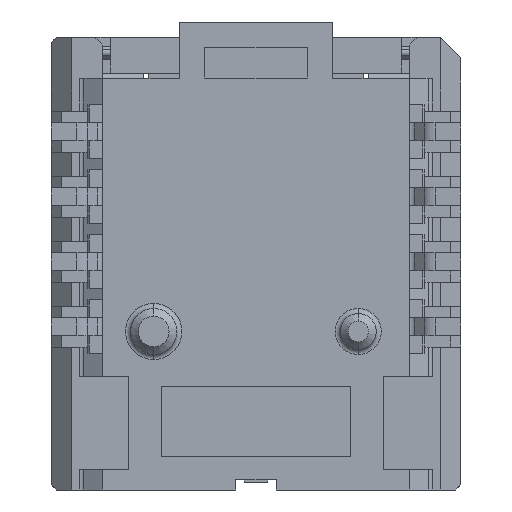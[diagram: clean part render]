
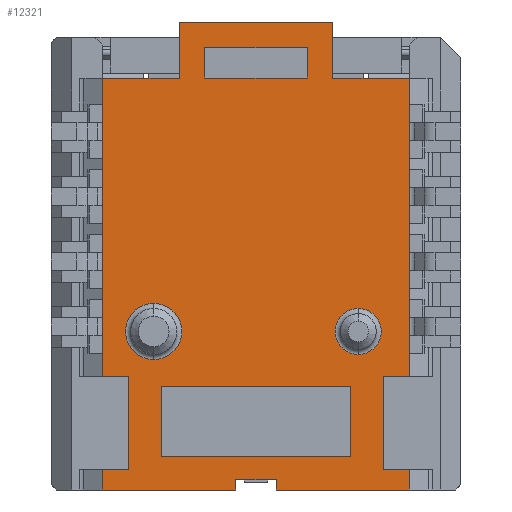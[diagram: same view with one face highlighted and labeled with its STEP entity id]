
A CAD part, front view. The second image highlights one B-rep face of the part: STEP entity #12321.
In plain terms, the highlighted planar face has unit normal (0, -1, 0).
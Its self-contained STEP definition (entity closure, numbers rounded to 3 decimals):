
#16=CARTESIAN_POINT('',(2.,0.,-2.));
#17=DIRECTION('',(0.,-1.,0.));
#18=DIRECTION('',(0.,0.,-1.));
#19=AXIS2_PLACEMENT_3D('',#16,#17,#18);
#21=CARTESIAN_POINT('',(2.,0.,-2.));
#22=DIRECTION('',(0.,-1.,0.));
#23=DIRECTION('',(0.,0.,1.));
#24=AXIS2_PLACEMENT_3D('',#21,#22,#23);
#26=CARTESIAN_POINT('',(-2.,0.,-2.));
#27=DIRECTION('',(0.,-1.,0.));
#28=DIRECTION('',(0.,0.,-1.));
#29=AXIS2_PLACEMENT_3D('',#26,#27,#28);
#31=CARTESIAN_POINT('',(-2.,0.,-2.));
#32=DIRECTION('',(0.,-1.,0.));
#33=DIRECTION('',(0.,0.,1.));
#34=AXIS2_PLACEMENT_3D('',#31,#32,#33);
#36=DIRECTION('',(-1.,0.,0.));
#37=VECTOR('',#36,1.5);
#38=CARTESIAN_POINT('',(-1.5,0.,2.95));
#39=LINE('',#38,#37);
#58=DIRECTION('',(0.,0.,-1.));
#59=VECTOR('',#58,1.1);
#60=CARTESIAN_POINT('',(-1.5,0.,4.05));
#61=LINE('',#60,#59);
#316=DIRECTION('',(1.,0.,0.));
#317=VECTOR('',#316,2.6);
#318=CARTESIAN_POINT('',(0.4,0.,-5.1));
#319=LINE('',#318,#317);
#390=DIRECTION('',(-1.,0.,0.));
#391=VECTOR('',#390,0.5);
#392=CARTESIAN_POINT('',(3.,0.,-4.7));
#393=LINE('',#392,#391);
#410=DIRECTION('',(0.,0.,1.));
#411=VECTOR('',#410,0.4);
#412=CARTESIAN_POINT('',(3.,0.,-5.1));
#413=LINE('',#412,#411);
#422=DIRECTION('',(0.,0.,1.));
#423=VECTOR('',#422,1.825);
#424=CARTESIAN_POINT('',(2.5,0.,-4.7));
#425=LINE('',#424,#423);
#434=DIRECTION('',(1.,0.,0.));
#435=VECTOR('',#434,0.5);
#436=CARTESIAN_POINT('',(2.5,0.,-2.875));
#437=LINE('',#436,#435);
#455=DIRECTION('',(0.,0.,1.));
#456=VECTOR('',#455,5.825);
#457=CARTESIAN_POINT('',(3.,0.,-2.875));
#458=LINE('',#457,#456);
#973=DIRECTION('',(-1.,0.,0.));
#974=VECTOR('',#973,1.5);
#975=CARTESIAN_POINT('',(3.,0.,2.95));
#976=LINE('',#975,#974);
#981=DIRECTION('',(0.,0.,1.));
#982=VECTOR('',#981,1.1);
#983=CARTESIAN_POINT('',(1.5,0.,2.95));
#984=LINE('',#983,#982);
#1001=DIRECTION('',(-1.,0.,0.));
#1002=VECTOR('',#1001,3.);
#1003=CARTESIAN_POINT('',(1.5,0.,4.05));
#1004=LINE('',#1003,#1002);
#2390=DIRECTION('',(0.,0.,-1.));
#2391=VECTOR('',#2390,5.825);
#2392=CARTESIAN_POINT('',(-3.,0.,2.95));
#2393=LINE('',#2392,#2391);
#2543=DIRECTION('',(1.,0.,0.));
#2544=VECTOR('',#2543,0.5);
#2545=CARTESIAN_POINT('',(-3.,0.,-2.875));
#2546=LINE('',#2545,#2544);
#2567=DIRECTION('',(0.,0.,-1.));
#2568=VECTOR('',#2567,1.825);
#2569=CARTESIAN_POINT('',(-2.5,0.,-2.875));
#2570=LINE('',#2569,#2568);
#2579=DIRECTION('',(-1.,0.,0.));
#2580=VECTOR('',#2579,0.5);
#2581=CARTESIAN_POINT('',(-2.5,0.,-4.7));
#2582=LINE('',#2581,#2580);
#2596=DIRECTION('',(0.,0.,-1.));
#2597=VECTOR('',#2596,0.4);
#2598=CARTESIAN_POINT('',(-3.,0.,-4.7));
#2599=LINE('',#2598,#2597);
#2625=DIRECTION('',(1.,0.,0.));
#2626=VECTOR('',#2625,2.6);
#2627=CARTESIAN_POINT('',(-3.,0.,-5.1));
#2628=LINE('',#2627,#2626);
#4186=DIRECTION('',(0.,0.,1.));
#4187=VECTOR('',#4186,0.2);
#4188=CARTESIAN_POINT('',(-0.4,0.,-5.1));
#4189=LINE('',#4188,#4187);
#4206=DIRECTION('',(1.,0.,0.));
#4207=VECTOR('',#4206,0.8);
#4208=CARTESIAN_POINT('',(-0.4,0.,-4.9));
#4209=LINE('',#4208,#4207);
#4258=DIRECTION('',(0.,0.,-1.));
#4259=VECTOR('',#4258,0.2);
#4260=CARTESIAN_POINT('',(0.4,0.,-4.9));
#4261=LINE('',#4260,#4259);
#9260=DIRECTION('',(-1.,0.,0.));
#9261=VECTOR('',#9260,3.7);
#9262=CARTESIAN_POINT('',(1.85,0.,-4.45));
#9263=LINE('',#9262,#9261);
#9264=DIRECTION('',(0.,0.,1.));
#9265=VECTOR('',#9264,1.375);
#9266=CARTESIAN_POINT('',(-1.85,0.,-4.45));
#9267=LINE('',#9266,#9265);
#9272=DIRECTION('',(1.,0.,0.));
#9273=VECTOR('',#9272,3.7);
#9274=CARTESIAN_POINT('',(-1.85,0.,-3.075));
#9275=LINE('',#9274,#9273);
#9280=DIRECTION('',(0.,0.,-1.));
#9281=VECTOR('',#9280,1.375);
#9282=CARTESIAN_POINT('',(1.85,0.,-3.075));
#9283=LINE('',#9282,#9281);
#9420=DIRECTION('',(1.,0.,0.));
#9421=VECTOR('',#9420,2.);
#9422=CARTESIAN_POINT('',(-1.,0.,3.55));
#9423=LINE('',#9422,#9421);
#9424=DIRECTION('',(0.,0.,-1.));
#9425=VECTOR('',#9424,0.595);
#9426=CARTESIAN_POINT('',(1.,0.,3.55));
#9427=LINE('',#9426,#9425);
#9432=DIRECTION('',(-1.,0.,0.));
#9433=VECTOR('',#9432,2.);
#9434=CARTESIAN_POINT('',(1.,0.,2.955));
#9435=LINE('',#9434,#9433);
#9440=DIRECTION('',(0.,0.,1.));
#9441=VECTOR('',#9440,0.595);
#9442=CARTESIAN_POINT('',(-1.,0.,2.955));
#9443=LINE('',#9442,#9441);
#9468=CARTESIAN_POINT('',(1.85,0.,-4.45));
#9469=CARTESIAN_POINT('',(-1.85,0.,-4.45));
#9470=VERTEX_POINT('',#9468);
#9471=VERTEX_POINT('',#9469);
#9472=CARTESIAN_POINT('',(1.85,0.,-3.075));
#9473=VERTEX_POINT('',#9472);
#9474=CARTESIAN_POINT('',(-1.85,0.,-3.075));
#9475=VERTEX_POINT('',#9474);
#9476=CARTESIAN_POINT('',(2.,0.,-2.45));
#9477=CARTESIAN_POINT('',(2.,0.,-1.55));
#9478=VERTEX_POINT('',#9476);
#9479=VERTEX_POINT('',#9477);
#9480=CARTESIAN_POINT('',(-2.,0.,-2.55));
#9481=CARTESIAN_POINT('',(-2.,0.,-1.45));
#9482=VERTEX_POINT('',#9480);
#9483=VERTEX_POINT('',#9481);
#9484=CARTESIAN_POINT('',(-1.5,0.,2.95));
#9485=CARTESIAN_POINT('',(-3.,0.,2.95));
#9486=VERTEX_POINT('',#9484);
#9487=VERTEX_POINT('',#9485);
#9488=CARTESIAN_POINT('',(-1.5,0.,4.05));
#9489=VERTEX_POINT('',#9488);
#9490=CARTESIAN_POINT('',(3.,0.,2.95));
#9491=CARTESIAN_POINT('',(1.5,0.,2.95));
#9492=VERTEX_POINT('',#9490);
#9493=VERTEX_POINT('',#9491);
#9494=CARTESIAN_POINT('',(3.,0.,-2.875));
#9495=VERTEX_POINT('',#9494);
#9496=CARTESIAN_POINT('',(2.5,0.,-2.875));
#9497=VERTEX_POINT('',#9496);
#9498=CARTESIAN_POINT('',(2.5,0.,-4.7));
#9499=VERTEX_POINT('',#9498);
#9500=CARTESIAN_POINT('',(3.,0.,-4.7));
#9501=VERTEX_POINT('',#9500);
#9502=CARTESIAN_POINT('',(3.,0.,-5.1));
#9503=VERTEX_POINT('',#9502);
#9504=CARTESIAN_POINT('',(0.4,0.,-5.1));
#9505=VERTEX_POINT('',#9504);
#9506=CARTESIAN_POINT('',(0.4,0.,-4.9));
#9507=VERTEX_POINT('',#9506);
#9508=CARTESIAN_POINT('',(-0.4,0.,-4.9));
#9509=VERTEX_POINT('',#9508);
#9510=CARTESIAN_POINT('',(-0.4,0.,-5.1));
#9511=VERTEX_POINT('',#9510);
#9512=CARTESIAN_POINT('',(-3.,0.,-5.1));
#9513=VERTEX_POINT('',#9512);
#9514=CARTESIAN_POINT('',(-3.,0.,-4.7));
#9515=VERTEX_POINT('',#9514);
#9516=CARTESIAN_POINT('',(-2.5,0.,-4.7));
#9517=VERTEX_POINT('',#9516);
#9518=CARTESIAN_POINT('',(-2.5,0.,-2.875));
#9519=VERTEX_POINT('',#9518);
#9520=CARTESIAN_POINT('',(-3.,0.,-2.875));
#9521=VERTEX_POINT('',#9520);
#9522=CARTESIAN_POINT('',(-1.,0.,3.55));
#9523=CARTESIAN_POINT('',(1.,0.,3.55));
#9524=VERTEX_POINT('',#9522);
#9525=VERTEX_POINT('',#9523);
#9526=CARTESIAN_POINT('',(-1.,0.,2.955));
#9527=VERTEX_POINT('',#9526);
#9528=CARTESIAN_POINT('',(1.,0.,2.955));
#9529=VERTEX_POINT('',#9528);
#10480=CARTESIAN_POINT('',(1.5,0.,4.05));
#10481=VERTEX_POINT('',#10480);
#12242=CARTESIAN_POINT('',(0.,0.,-0.525));
#12243=DIRECTION('',(0.,1.,0.));
#12244=DIRECTION('',(1.,0.,0.));
#12245=AXIS2_PLACEMENT_3D('',#12242,#12243,#12244);
#12246=PLANE('',#12245);
#12248=ORIENTED_EDGE('',*,*,#12247,.F.);
#12250=ORIENTED_EDGE('',*,*,#12249,.F.);
#12252=ORIENTED_EDGE('',*,*,#12251,.F.);
#12254=ORIENTED_EDGE('',*,*,#12253,.F.);
#12256=ORIENTED_EDGE('',*,*,#12255,.F.);
#12258=ORIENTED_EDGE('',*,*,#12257,.F.);
#12260=ORIENTED_EDGE('',*,*,#12259,.F.);
#12262=ORIENTED_EDGE('',*,*,#12261,.F.);
#12264=ORIENTED_EDGE('',*,*,#12263,.F.);
#12266=ORIENTED_EDGE('',*,*,#12265,.F.);
#12268=ORIENTED_EDGE('',*,*,#12267,.F.);
#12270=ORIENTED_EDGE('',*,*,#12269,.F.);
#12272=ORIENTED_EDGE('',*,*,#12271,.F.);
#12274=ORIENTED_EDGE('',*,*,#12273,.F.);
#12276=ORIENTED_EDGE('',*,*,#12275,.F.);
#12278=ORIENTED_EDGE('',*,*,#12277,.F.);
#12280=ORIENTED_EDGE('',*,*,#12279,.F.);
#12282=ORIENTED_EDGE('',*,*,#12281,.F.);
#12284=ORIENTED_EDGE('',*,*,#12283,.F.);
#12286=ORIENTED_EDGE('',*,*,#12285,.F.);
#12287=EDGE_LOOP('',(#12248,#12250,#12252,#12254,#12256,#12258,#12260,#12262,
#12264,#12266,#12268,#12270,#12272,#12274,#12276,#12278,#12280,#12282,#12284,
#12286));
#12288=FACE_OUTER_BOUND('',#12287,.F.);
#12290=ORIENTED_EDGE('',*,*,#12289,.F.);
#12292=ORIENTED_EDGE('',*,*,#12291,.F.);
#12294=ORIENTED_EDGE('',*,*,#12293,.F.);
#12296=ORIENTED_EDGE('',*,*,#12295,.F.);
#12297=EDGE_LOOP('',(#12290,#12292,#12294,#12296));
#12298=FACE_BOUND('',#12297,.F.);
#12300=ORIENTED_EDGE('',*,*,#12299,.T.);
#12302=ORIENTED_EDGE('',*,*,#12301,.T.);
#12303=EDGE_LOOP('',(#12300,#12302));
#12304=FACE_BOUND('',#12303,.F.);
#12306=ORIENTED_EDGE('',*,*,#12305,.T.);
#12308=ORIENTED_EDGE('',*,*,#12307,.T.);
#12309=EDGE_LOOP('',(#12306,#12308));
#12310=FACE_BOUND('',#12309,.F.);
#12312=ORIENTED_EDGE('',*,*,#12311,.F.);
#12314=ORIENTED_EDGE('',*,*,#12313,.F.);
#12316=ORIENTED_EDGE('',*,*,#12315,.F.);
#12318=ORIENTED_EDGE('',*,*,#12317,.F.);
#12319=EDGE_LOOP('',(#12312,#12314,#12316,#12318));
#12320=FACE_BOUND('',#12319,.F.);
#12321=ADVANCED_FACE('',(#12288,#12298,#12304,#12310,#12320),#12246,.F.);
#20=CIRCLE('',#19,0.45);
#25=CIRCLE('',#24,0.45);
#30=CIRCLE('',#29,0.55);
#35=CIRCLE('',#34,0.55);
#12247=EDGE_CURVE('',#9486,#9487,#39,.T.);
#12249=EDGE_CURVE('',#9489,#9486,#61,.T.);
#12251=EDGE_CURVE('',#10481,#9489,#1004,.T.);
#12253=EDGE_CURVE('',#9493,#10481,#984,.T.);
#12255=EDGE_CURVE('',#9492,#9493,#976,.T.);
#12257=EDGE_CURVE('',#9495,#9492,#458,.T.);
#12259=EDGE_CURVE('',#9497,#9495,#437,.T.);
#12261=EDGE_CURVE('',#9499,#9497,#425,.T.);
#12263=EDGE_CURVE('',#9501,#9499,#393,.T.);
#12265=EDGE_CURVE('',#9503,#9501,#413,.T.);
#12267=EDGE_CURVE('',#9505,#9503,#319,.T.);
#12269=EDGE_CURVE('',#9507,#9505,#4261,.T.);
#12271=EDGE_CURVE('',#9509,#9507,#4209,.T.);
#12273=EDGE_CURVE('',#9511,#9509,#4189,.T.);
#12275=EDGE_CURVE('',#9513,#9511,#2628,.T.);
#12277=EDGE_CURVE('',#9515,#9513,#2599,.T.);
#12279=EDGE_CURVE('',#9517,#9515,#2582,.T.);
#12281=EDGE_CURVE('',#9519,#9517,#2570,.T.);
#12283=EDGE_CURVE('',#9521,#9519,#2546,.T.);
#12285=EDGE_CURVE('',#9487,#9521,#2393,.T.);
#12289=EDGE_CURVE('',#9470,#9471,#9263,.T.);
#12291=EDGE_CURVE('',#9473,#9470,#9283,.T.);
#12293=EDGE_CURVE('',#9475,#9473,#9275,.T.);
#12295=EDGE_CURVE('',#9471,#9475,#9267,.T.);
#12299=EDGE_CURVE('',#9478,#9479,#20,.T.);
#12301=EDGE_CURVE('',#9479,#9478,#25,.T.);
#12305=EDGE_CURVE('',#9482,#9483,#30,.T.);
#12307=EDGE_CURVE('',#9483,#9482,#35,.T.);
#12311=EDGE_CURVE('',#9524,#9525,#9423,.T.);
#12313=EDGE_CURVE('',#9527,#9524,#9443,.T.);
#12315=EDGE_CURVE('',#9529,#9527,#9435,.T.);
#12317=EDGE_CURVE('',#9525,#9529,#9427,.T.);
